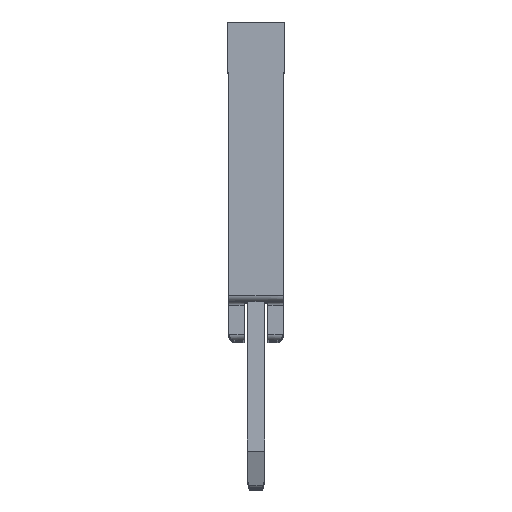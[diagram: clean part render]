
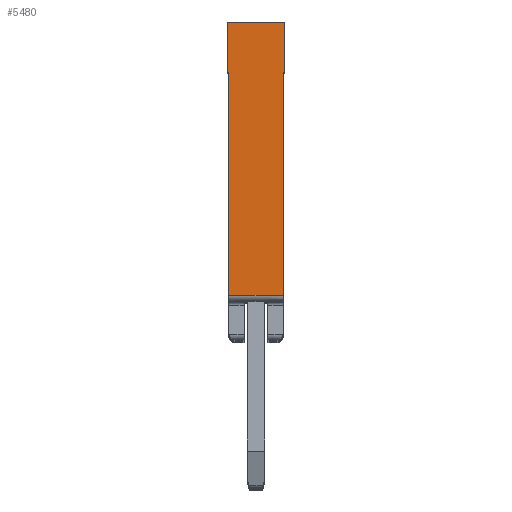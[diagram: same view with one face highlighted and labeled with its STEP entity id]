
A CAD part, top view. The second image highlights one B-rep face of the part: STEP entity #5480.
In plain terms, the highlighted planar face has unit normal (0, 0, 1).
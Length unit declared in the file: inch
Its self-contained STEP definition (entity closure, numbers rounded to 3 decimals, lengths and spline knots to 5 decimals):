
#912 = CARTESIAN_POINT ( 'NONE',  ( -0.04949, 0.35039, 2.28346 ) ) ;
#1632 = CARTESIAN_POINT ( 'NONE',  ( 0.05118, 0.84646, 2.28346 ) ) ;
#2208 = LINE ( 'NONE', #13443, #11525 ) ;
#2255 = LINE ( 'NONE', #3277, #10775 ) ;
#2399 = EDGE_CURVE ( 'NONE', #4703, #5996, #2255, .T. ) ;
#2756 = VECTOR ( 'NONE', #10205, 39.37008 ) ;
#3134 = EDGE_LOOP ( 'NONE', ( #8682, #11801, #6932, #9082 ) ) ;
#3277 = CARTESIAN_POINT ( 'NONE',  ( 0.05118, 0.84646, 2.28346 ) ) ;
#3384 = DIRECTION ( 'NONE',  ( -1., 0., 0. ) ) ;
#3536 = DIRECTION ( 'NONE',  ( 1., 0., 0. ) ) ;
#3672 = FACE_OUTER_BOUND ( 'NONE', #3134, .T. ) ;
#3860 = LINE ( 'NONE', #8343, #10008 ) ;
#4703 = VERTEX_POINT ( 'NONE', #12207 ) ;
#5432 = VERTEX_POINT ( 'NONE', #8159 ) ;
#5480 = ADVANCED_FACE ( 'NONE', ( #3672 ), #11471, .T. ) ;
#5996 = VERTEX_POINT ( 'NONE', #1632 ) ;
#6120 = EDGE_CURVE ( 'NONE', #5996, #5432, #2208, .T. ) ;
#6669 = DIRECTION ( 'NONE',  ( 0.003, 1., 0. ) ) ;
#6764 = EDGE_CURVE ( 'NONE', #9617, #4703, #3860, .T. ) ;
#6932 = ORIENTED_EDGE ( 'NONE', *, *, #6120, .T. ) ;
#6987 = DIRECTION ( 'NONE',  ( 0., 0., 1. ) ) ;
#6990 = AXIS2_PLACEMENT_3D ( 'NONE', #11615, #6987, #3536 ) ;
#7391 = DIRECTION ( 'NONE',  ( 1., 0., 0. ) ) ;
#8159 = CARTESIAN_POINT ( 'NONE',  ( -0.05118, 0.84646, 2.28346 ) ) ;
#8343 = CARTESIAN_POINT ( 'NONE',  ( -0.03744, 0.35039, 2.28346 ) ) ;
#8682 = ORIENTED_EDGE ( 'NONE', *, *, #6764, .T. ) ;
#9082 = ORIENTED_EDGE ( 'NONE', *, *, #13186, .T. ) ;
#9617 = VERTEX_POINT ( 'NONE', #912 ) ;
#10008 = VECTOR ( 'NONE', #7391, 39.37008 ) ;
#10063 = LINE ( 'NONE', #13585, #2756 ) ;
#10205 = DIRECTION ( 'NONE',  ( 0.003, -1., 0. ) ) ;
#10775 = VECTOR ( 'NONE', #6669, 39.37008 ) ;
#11471 = PLANE ( 'NONE',  #6990 ) ;
#11525 = VECTOR ( 'NONE', #3384, 39.37008 ) ;
#11615 = CARTESIAN_POINT ( 'NONE',  ( -0.03744, 0.27953, 2.28346 ) ) ;
#11801 = ORIENTED_EDGE ( 'NONE', *, *, #2399, .T. ) ;
#12207 = CARTESIAN_POINT ( 'NONE',  ( 0.04949, 0.35039, 2.28346 ) ) ;
#13186 = EDGE_CURVE ( 'NONE', #5432, #9617, #10063, .T. ) ;
#13443 = CARTESIAN_POINT ( 'NONE',  ( -0.03744, 0.84646, 2.28346 ) ) ;
#13585 = CARTESIAN_POINT ( 'NONE',  ( -0.04949, 0.35039, 2.28346 ) ) ;
